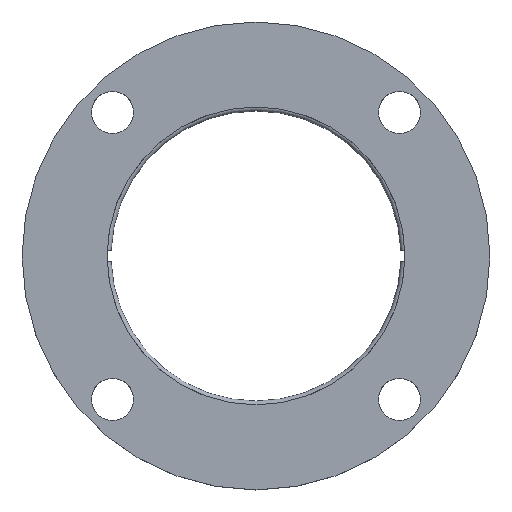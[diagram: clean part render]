
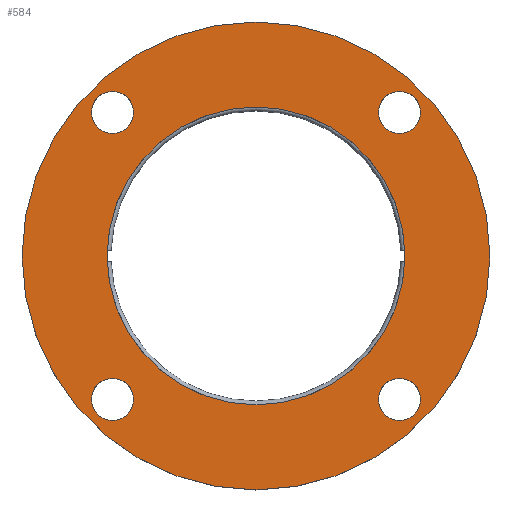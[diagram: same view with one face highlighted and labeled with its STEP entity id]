
A CAD part, top view. The second image highlights one B-rep face of the part: STEP entity #584.
In plain terms, the highlighted planar face has unit normal (0, 0, 1).
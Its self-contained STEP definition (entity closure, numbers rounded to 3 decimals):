
#6 = CARTESIAN_POINT ( 'NONE',  ( -46., 46., 0. ) ) ;
#39 = CIRCLE ( 'NONE', #1493, 6.75 ) ;
#52 = EDGE_CURVE ( 'NONE', #458, #155, #1397, .T. ) ;
#57 = CARTESIAN_POINT ( 'NONE',  ( 0., 0., 0. ) ) ;
#89 = AXIS2_PLACEMENT_3D ( 'NONE', #384, #1070, #1423 ) ;
#92 = DIRECTION ( 'NONE',  ( 0., 0., -1. ) ) ;
#97 = ORIENTED_EDGE ( 'NONE', *, *, #132, .T. ) ;
#99 = CIRCLE ( 'NONE', #1321, 6.75 ) ;
#117 = AXIS2_PLACEMENT_3D ( 'NONE', #896, #92, #769 ) ;
#122 = ORIENTED_EDGE ( 'NONE', *, *, #1375, .T. ) ;
#124 = DIRECTION ( 'NONE',  ( -1., 0., 0. ) ) ;
#131 = ORIENTED_EDGE ( 'NONE', *, *, #506, .T. ) ;
#132 = EDGE_CURVE ( 'NONE', #518, #944, #911, .T. ) ;
#135 = EDGE_LOOP ( 'NONE', ( #1193, #131 ) ) ;
#141 = DIRECTION ( 'NONE',  ( 0., 0., -1. ) ) ;
#155 = VERTEX_POINT ( 'NONE', #1392 ) ;
#160 = FACE_BOUND ( 'NONE', #1099, .T. ) ;
#164 = EDGE_LOOP ( 'NONE', ( #1227, #597 ) ) ;
#187 = DIRECTION ( 'NONE',  ( 0., 0., 1. ) ) ;
#216 = ORIENTED_EDGE ( 'NONE', *, *, #1016, .T. ) ;
#233 = VERTEX_POINT ( 'NONE', #514 ) ;
#234 = EDGE_CURVE ( 'NONE', #1002, #233, #828, .T. ) ;
#258 = ORIENTED_EDGE ( 'NONE', *, *, #52, .T. ) ;
#295 = AXIS2_PLACEMENT_3D ( 'NONE', #673, #1496, #791 ) ;
#303 = ORIENTED_EDGE ( 'NONE', *, *, #234, .F. ) ;
#305 = CIRCLE ( 'NONE', #373, 6.75 ) ;
#313 = EDGE_LOOP ( 'NONE', ( #97, #216 ) ) ;
#332 = CARTESIAN_POINT ( 'NONE',  ( 46., -46., 0. ) ) ;
#340 = CIRCLE ( 'NONE', #677, 6.75 ) ;
#371 = DIRECTION ( 'NONE',  ( 0., 0., -1. ) ) ;
#373 = AXIS2_PLACEMENT_3D ( 'NONE', #1262, #569, #1384 ) ;
#384 = CARTESIAN_POINT ( 'NONE',  ( -47.75, 0., 0. ) ) ;
#429 = FACE_BOUND ( 'NONE', #164, .T. ) ;
#437 = DIRECTION ( 'NONE',  ( -1., 0., 0. ) ) ;
#438 = EDGE_CURVE ( 'NONE', #155, #458, #39, .T. ) ;
#443 = AXIS2_PLACEMENT_3D ( 'NONE', #1254, #562, #1379 ) ;
#453 = CARTESIAN_POINT ( 'NONE',  ( 52.75, 46., 0. ) ) ;
#458 = VERTEX_POINT ( 'NONE', #1488 ) ;
#483 = EDGE_CURVE ( 'NONE', #233, #1002, #843, .T. ) ;
#506 = EDGE_CURVE ( 'NONE', #885, #841, #1150, .T. ) ;
#514 = CARTESIAN_POINT ( 'NONE',  ( -47.75, 0., 0. ) ) ;
#518 = VERTEX_POINT ( 'NONE', #1135 ) ;
#537 = DIRECTION ( 'NONE',  ( 0., 0., 1. ) ) ;
#542 = CARTESIAN_POINT ( 'NONE',  ( -52.75, 46., 0. ) ) ;
#552 = CARTESIAN_POINT ( 'NONE',  ( 46., 46., 0. ) ) ;
#561 = EDGE_LOOP ( 'NONE', ( #303, #924 ) ) ;
#562 = DIRECTION ( 'NONE',  ( 0., 0., 1. ) ) ;
#566 = VERTEX_POINT ( 'NONE', #603 ) ;
#569 = DIRECTION ( 'NONE',  ( 0., 0., -1. ) ) ;
#581 = AXIS2_PLACEMENT_3D ( 'NONE', #57, #537, #1352 ) ;
#584 = ADVANCED_FACE ( 'NONE', ( #1078, #160, #429, #1048, #1311, #1312 ), #1300, .F. ) ;
#587 = CARTESIAN_POINT ( 'NONE',  ( -75., 0., 0. ) ) ;
#597 = ORIENTED_EDGE ( 'NONE', *, *, #983, .T. ) ;
#600 = AXIS2_PLACEMENT_3D ( 'NONE', #552, #141, #952 ) ;
#601 = DIRECTION ( 'NONE',  ( 0., 0., 1. ) ) ;
#603 = CARTESIAN_POINT ( 'NONE',  ( -39.25, 46., 0. ) ) ;
#662 = CARTESIAN_POINT ( 'NONE',  ( -46., -46., 0. ) ) ;
#673 = CARTESIAN_POINT ( 'NONE',  ( -46., 46., 0. ) ) ;
#677 = AXIS2_PLACEMENT_3D ( 'NONE', #6, #811, #124 ) ;
#684 = ORIENTED_EDGE ( 'NONE', *, *, #438, .T. ) ;
#757 = CARTESIAN_POINT ( 'NONE',  ( -39.25, -46., 0. ) ) ;
#769 = DIRECTION ( 'NONE',  ( -1., 0., 0. ) ) ;
#778 = DIRECTION ( 'NONE',  ( -1., 0., 0. ) ) ;
#791 = DIRECTION ( 'NONE',  ( -1., 0., 0. ) ) ;
#811 = DIRECTION ( 'NONE',  ( 0., 0., -1. ) ) ;
#826 = EDGE_CURVE ( 'NONE', #1406, #1251, #99, .T. ) ;
#828 = CIRCLE ( 'NONE', #1277, 47.75 ) ;
#833 = ORIENTED_EDGE ( 'NONE', *, *, #931, .T. ) ;
#841 = VERTEX_POINT ( 'NONE', #1120 ) ;
#843 = CIRCLE ( 'NONE', #443, 47.75 ) ;
#876 = CARTESIAN_POINT ( 'NONE',  ( 0., 0., 0. ) ) ;
#885 = VERTEX_POINT ( 'NONE', #453 ) ;
#896 = CARTESIAN_POINT ( 'NONE',  ( 46., -46., 0. ) ) ;
#911 = CIRCLE ( 'NONE', #581, 75. ) ;
#924 = ORIENTED_EDGE ( 'NONE', *, *, #483, .F. ) ;
#931 = EDGE_CURVE ( 'NONE', #566, #1308, #340, .T. ) ;
#944 = VERTEX_POINT ( 'NONE', #587 ) ;
#952 = DIRECTION ( 'NONE',  ( -1., 0., 0. ) ) ;
#983 = EDGE_CURVE ( 'NONE', #1251, #1406, #1176, .T. ) ;
#998 = DIRECTION ( 'NONE',  ( 1., 0., 0. ) ) ;
#1002 = VERTEX_POINT ( 'NONE', #1285 ) ;
#1016 = EDGE_CURVE ( 'NONE', #944, #518, #1419, .T. ) ;
#1048 = FACE_BOUND ( 'NONE', #1155, .T. ) ;
#1059 = CARTESIAN_POINT ( 'NONE',  ( -46., -46., 0. ) ) ;
#1070 = DIRECTION ( 'NONE',  ( 0., 0., -1. ) ) ;
#1078 = FACE_BOUND ( 'NONE', #135, .T. ) ;
#1099 = EDGE_LOOP ( 'NONE', ( #684, #258 ) ) ;
#1120 = CARTESIAN_POINT ( 'NONE',  ( 39.25, 46., 0. ) ) ;
#1126 = DIRECTION ( 'NONE',  ( 0., 0., -1. ) ) ;
#1135 = CARTESIAN_POINT ( 'NONE',  ( 75., 0., 0. ) ) ;
#1139 = AXIS2_PLACEMENT_3D ( 'NONE', #1059, #371, #1169 ) ;
#1142 = CARTESIAN_POINT ( 'NONE',  ( -52.75, -46., 0. ) ) ;
#1150 = CIRCLE ( 'NONE', #600, 6.75 ) ;
#1155 = EDGE_LOOP ( 'NONE', ( #122, #833 ) ) ;
#1169 = DIRECTION ( 'NONE',  ( -1., 0., 0. ) ) ;
#1176 = CIRCLE ( 'NONE', #1139, 6.75 ) ;
#1193 = ORIENTED_EDGE ( 'NONE', *, *, #1402, .T. ) ;
#1227 = ORIENTED_EDGE ( 'NONE', *, *, #826, .T. ) ;
#1251 = VERTEX_POINT ( 'NONE', #757 ) ;
#1254 = CARTESIAN_POINT ( 'NONE',  ( 0., 0., 0. ) ) ;
#1262 = CARTESIAN_POINT ( 'NONE',  ( 46., 46., 0. ) ) ;
#1277 = AXIS2_PLACEMENT_3D ( 'NONE', #876, #187, #998 ) ;
#1285 = CARTESIAN_POINT ( 'NONE',  ( 47.75, 0., 0. ) ) ;
#1290 = CARTESIAN_POINT ( 'NONE',  ( 0., 0., 0. ) ) ;
#1300 = PLANE ( 'NONE',  #89 ) ;
#1308 = VERTEX_POINT ( 'NONE', #542 ) ;
#1311 = FACE_BOUND ( 'NONE', #561, .T. ) ;
#1312 = FACE_OUTER_BOUND ( 'NONE', #313, .T. ) ;
#1321 = AXIS2_PLACEMENT_3D ( 'NONE', #662, #1483, #778 ) ;
#1352 = DIRECTION ( 'NONE',  ( 1., 0., 0. ) ) ;
#1374 = CIRCLE ( 'NONE', #295, 6.75 ) ;
#1375 = EDGE_CURVE ( 'NONE', #1308, #566, #1374, .T. ) ;
#1379 = DIRECTION ( 'NONE',  ( 1., 0., 0. ) ) ;
#1382 = AXIS2_PLACEMENT_3D ( 'NONE', #1290, #601, #1415 ) ;
#1384 = DIRECTION ( 'NONE',  ( -1., 0., 0. ) ) ;
#1392 = CARTESIAN_POINT ( 'NONE',  ( 39.25, -46., 0. ) ) ;
#1397 = CIRCLE ( 'NONE', #117, 6.75 ) ;
#1402 = EDGE_CURVE ( 'NONE', #841, #885, #305, .T. ) ;
#1406 = VERTEX_POINT ( 'NONE', #1142 ) ;
#1415 = DIRECTION ( 'NONE',  ( 1., 0., 0. ) ) ;
#1419 = CIRCLE ( 'NONE', #1382, 75. ) ;
#1423 = DIRECTION ( 'NONE',  ( -1., 0., 0. ) ) ;
#1483 = DIRECTION ( 'NONE',  ( 0., 0., -1. ) ) ;
#1488 = CARTESIAN_POINT ( 'NONE',  ( 52.75, -46., 0. ) ) ;
#1493 = AXIS2_PLACEMENT_3D ( 'NONE', #332, #1126, #437 ) ;
#1496 = DIRECTION ( 'NONE',  ( 0., 0., -1. ) ) ;
